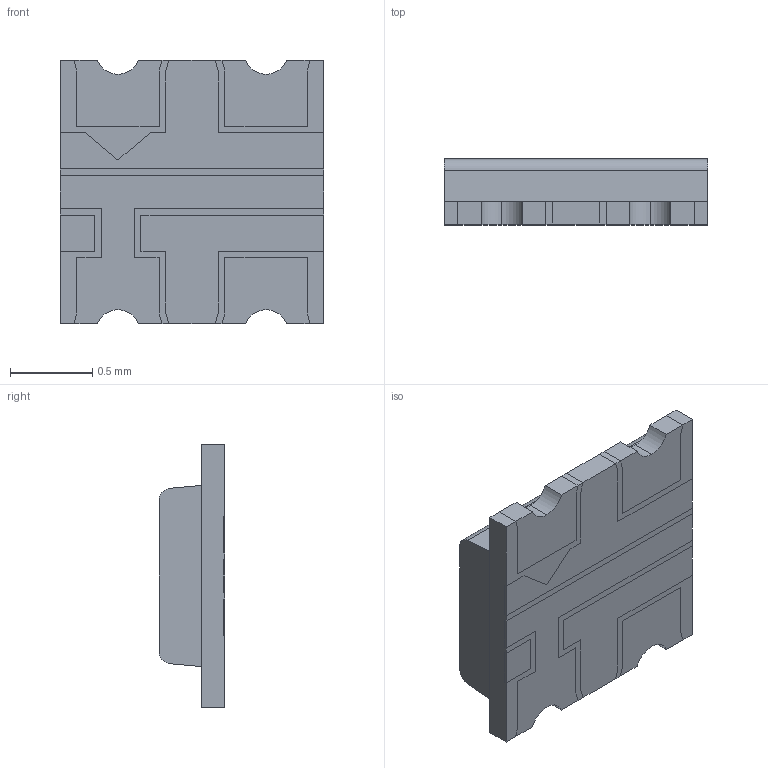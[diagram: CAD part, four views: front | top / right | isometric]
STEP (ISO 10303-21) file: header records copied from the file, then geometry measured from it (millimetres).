
FILE_DESCRIPTION (( 'STEP AP214' ), '1' );
FILE_NAME ('B38G3RGB-10D0003H2U1930.STEP', '2022-04-20T21:45:27', ( '' ), ( '' ), 'SwSTEP 2.0', 'SolidWorks 2017', '' );
FILE_SCHEMA (( 'AUTOMOTIVE_DESIGN' ));
Length unit declared in the file: millimetre
Products named in the file (1): B38G3RGB-10D0003H2U1930
Bounding box: 1.6 x 0.4 x 1.6 mm (x, y, z)
Volume: 0.8 mm3; surface area: 15.4 mm2
Topology: 9 solids, 9 shells, 188 faces, 506 edges, 336 vertices
Faces by surface type: plane 180, cylinder 8
Entity records: 5880 total; most frequent: CARTESIAN_POINT 1031, ORIENTED_EDGE 1012, DIRECTION 900, EDGE_CURVE 506, LINE 490, VECTOR 490, VERTEX_POINT 336, AXIS2_PLACEMENT_3D 205
